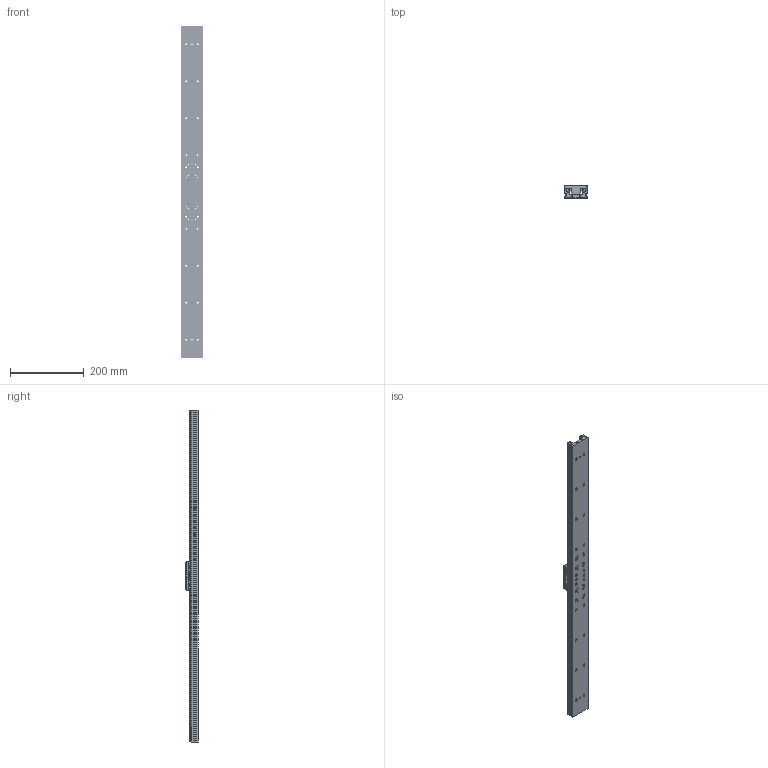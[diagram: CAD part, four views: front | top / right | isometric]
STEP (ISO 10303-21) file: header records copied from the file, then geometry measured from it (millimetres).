
FILE_DESCRIPTION (( 'STEP AP203' ), '1' );
FILE_NAME ('LAHP-33TM810SF.step', '2021-01-12T20:09:35', ( '' ), ( '' ), 'SwSTEP 2.0', 'SolidWorks 2019', '' );
FILE_SCHEMA (( 'CONFIG_CONTROL_DESIGN' ));
Length unit declared in the file: inch
Products named in the file (3): LAHP-33TM810SF_CARRIAGE; LAHP-33TM810SF; LAHP-33TM810SF_BASE
Assembly tree (2 placements, depth 2):
  LAHP-33TM810SF
    LAHP-33TM810SF_BASE
    LAHP-33TM810SF_CARRIAGE
Bounding box: 60 x 33 x 900 mm (x, y, z)
Volume: 696273.4 mm3; surface area: 248707.9 mm2
Topology: 2 solids, 238 shells, 5338 faces, 12507 edges, 7536 vertices
Faces by surface type: plane 2471, cylinder 1579, cone 1048, bspline 240
Entity records: 159498 total; most frequent: CARTESIAN_POINT 36796, DIRECTION 27097, ORIENTED_EDGE 23942, EDGE_CURVE 11971, AXIS2_PLACEMENT_3D 10305, VERTEX_POINT 7536, VECTOR 6487, LINE 6487
